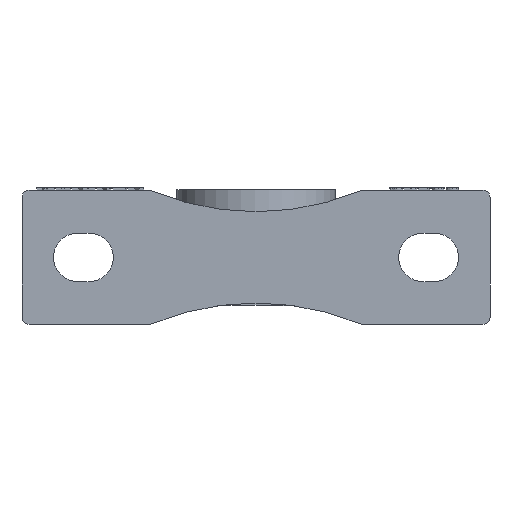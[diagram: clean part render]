
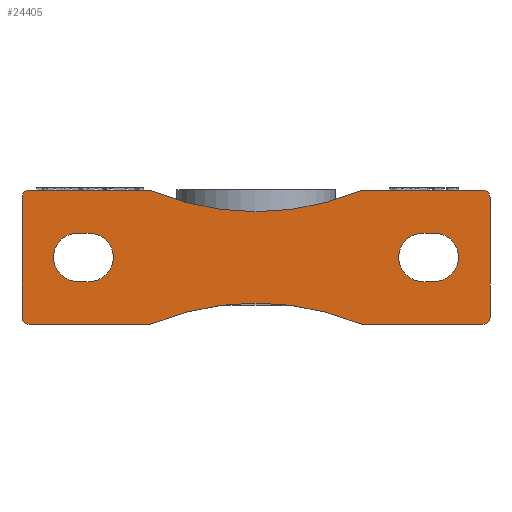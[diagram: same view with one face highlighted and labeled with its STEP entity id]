
A CAD part, front view. The second image highlights one B-rep face of the part: STEP entity #24405.
In plain terms, the highlighted face is planar.
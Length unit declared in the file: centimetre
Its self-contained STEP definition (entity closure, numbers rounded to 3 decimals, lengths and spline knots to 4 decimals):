
#19542=CARTESIAN_POINT('',(-2.35,-3.7511,0.));
#19543=VERTEX_POINT('',#19542);
#19550=CARTESIAN_POINT('',(-2.35,-7.946,0.));
#19551=VERTEX_POINT('',#19550);
#19552=CARTESIAN_POINT('',(-2.35,-12353.2,0.));
#19553=DIRECTION('',(0.,1.,0.));
#19554=VECTOR('',#19553,24690.);
#19555=LINE('',#19552,#19554);
#19556=EDGE_CURVE('',#19551,#19543,#19555,.T.);
#19574=CARTESIAN_POINT('',(-2.3305,-3.6535,0.));
#19575=VERTEX_POINT('',#19574);
#19582=CARTESIAN_POINT('',(-2.096,-3.7511,0.));
#19583=DIRECTION('',(0.,0.,1.));
#19584=DIRECTION('',(-0.981,0.196,0.));
#19585=AXIS2_PLACEMENT_3D('',#19582,#19583,#19584);
#19586=CIRCLE('',#19585,0.254);
#19587=EDGE_CURVE('',#19575,#19543,#19586,.T.);
#19724=CARTESIAN_POINT('',(-1.6,-0.,0.));
#19725=VERTEX_POINT('',#19724);
#19852=CARTESIAN_POINT('',(-2.3305,3.6535,0.));
#19853=VERTEX_POINT('',#19852);
#19860=CARTESIAN_POINT('',(-11.1017,0.,0.));
#19861=DIRECTION('',(0.,0.,-1.));
#19862=DIRECTION('',(-1.,0.,0.));
#19863=AXIS2_PLACEMENT_3D('',#19860,#19861,#19862);
#19864=CIRCLE('',#19863,9.5017);
#19865=EDGE_CURVE('',#19853,#19725,#19864,.T.);
#20920=CARTESIAN_POINT('',(2.35,3.7511,0.));
#20921=VERTEX_POINT('',#20920);
#20928=CARTESIAN_POINT('',(2.35,7.946,0.));
#20929=VERTEX_POINT('',#20928);
#20930=CARTESIAN_POINT('',(2.35,12353.2,0.));
#20931=DIRECTION('',(0.,-1.,0.));
#20932=VECTOR('',#20931,24690.);
#20933=LINE('',#20930,#20932);
#20934=EDGE_CURVE('',#20929,#20921,#20933,.T.);
#20953=CARTESIAN_POINT('',(2.3305,3.6535,0.));
#20954=VERTEX_POINT('',#20953);
#20961=CARTESIAN_POINT('',(2.096,3.7511,0.));
#20962=DIRECTION('',(0.,0.,1.));
#20963=DIRECTION('',(0.981,-0.196,0.));
#20964=AXIS2_PLACEMENT_3D('',#20961,#20962,#20963);
#20965=CIRCLE('',#20964,0.254);
#20966=EDGE_CURVE('',#20954,#20921,#20965,.T.);
#21024=CARTESIAN_POINT('',(1.6,0.,0.));
#21025=VERTEX_POINT('',#21024);
#21152=CARTESIAN_POINT('',(2.3305,-3.6535,0.));
#21153=VERTEX_POINT('',#21152);
#21160=CARTESIAN_POINT('',(11.1017,0.,0.));
#21161=DIRECTION('',(0.,0.,1.));
#21162=DIRECTION('',(1.,0.,-0.));
#21163=AXIS2_PLACEMENT_3D('',#21160,#21161,#21162);
#21164=CIRCLE('',#21163,9.5017);
#21165=EDGE_CURVE('',#21025,#21153,#21164,.T.);
#23961=CARTESIAN_POINT('',(2.096,8.2,0.));
#23962=VERTEX_POINT('',#23961);
#23969=CARTESIAN_POINT('',(-2.096,8.2,0.));
#23970=VERTEX_POINT('',#23969);
#23971=CARTESIAN_POINT('',(-12345.,8.2,0.));
#23972=DIRECTION('',(1.,0.,-0.));
#23973=VECTOR('',#23972,24690.);
#23974=LINE('',#23971,#23973);
#23975=EDGE_CURVE('',#23970,#23962,#23974,.T.);
#23993=CARTESIAN_POINT('',(2.096,7.946,0.));
#23994=DIRECTION('',(0.,-0.,1.));
#23995=DIRECTION('',(0.707,0.707,0.));
#23996=AXIS2_PLACEMENT_3D('',#23993,#23994,#23995);
#23997=CIRCLE('',#23996,0.254);
#23998=EDGE_CURVE('',#20929,#23962,#23997,.T.);
#24223=CARTESIAN_POINT('',(2.096,-8.2,0.));
#24224=VERTEX_POINT('',#24223);
#24231=CARTESIAN_POINT('',(2.35,-7.946,0.));
#24232=VERTEX_POINT('',#24231);
#24233=CARTESIAN_POINT('',(2.096,-7.946,0.));
#24234=DIRECTION('',(0.,0.,1.));
#24235=DIRECTION('',(0.707,-0.707,0.));
#24236=AXIS2_PLACEMENT_3D('',#24233,#24234,#24235);
#24237=CIRCLE('',#24236,0.254);
#24238=EDGE_CURVE('',#24224,#24232,#24237,.T.);
#24249=CARTESIAN_POINT('',(1.0611,-4.2435,0.));
#24250=DIRECTION('',(0.,0.,1.));
#24251=DIRECTION('',(1.,0.,0.));
#24252=AXIS2_PLACEMENT_3D('',#24249,#24250,#24251);
#24253=PLANE('',#24252);
#24254=ORIENTED_EDGE('',*,*,#23998,.F.);
#24255=ORIENTED_EDGE('',*,*,#20934,.T.);
#24256=ORIENTED_EDGE('',*,*,#20966,.F.);
#24257=CARTESIAN_POINT('',(11.1017,0.,0.));
#24258=DIRECTION('',(0.,0.,1.));
#24259=DIRECTION('',(1.,0.,-0.));
#24260=AXIS2_PLACEMENT_3D('',#24257,#24258,#24259);
#24261=CIRCLE('',#24260,9.5017);
#24262=EDGE_CURVE('',#20954,#21025,#24261,.T.);
#24263=ORIENTED_EDGE('',*,*,#24262,.T.);
#24264=ORIENTED_EDGE('',*,*,#21165,.T.);
#24265=CARTESIAN_POINT('',(2.35,-3.7511,0.));
#24266=VERTEX_POINT('',#24265);
#24267=CARTESIAN_POINT('',(2.096,-3.7511,0.));
#24268=DIRECTION('',(0.,-0.,1.));
#24269=DIRECTION('',(0.981,0.196,0.));
#24270=AXIS2_PLACEMENT_3D('',#24267,#24268,#24269);
#24271=CIRCLE('',#24270,0.254);
#24272=EDGE_CURVE('',#24266,#21153,#24271,.T.);
#24273=ORIENTED_EDGE('',*,*,#24272,.F.);
#24274=CARTESIAN_POINT('',(2.35,-12353.2,0.));
#24275=DIRECTION('',(0.,1.,0.));
#24276=VECTOR('',#24275,24690.);
#24277=LINE('',#24274,#24276);
#24278=EDGE_CURVE('',#24232,#24266,#24277,.T.);
#24279=ORIENTED_EDGE('',*,*,#24278,.F.);
#24280=ORIENTED_EDGE('',*,*,#24238,.F.);
#24281=CARTESIAN_POINT('',(-2.096,-8.2,0.));
#24282=VERTEX_POINT('',#24281);
#24283=CARTESIAN_POINT('',(-12345.,-8.2,0.));
#24284=DIRECTION('',(1.,0.,-0.));
#24285=VECTOR('',#24284,24690.);
#24286=LINE('',#24283,#24285);
#24287=EDGE_CURVE('',#24282,#24224,#24286,.T.);
#24288=ORIENTED_EDGE('',*,*,#24287,.F.);
#24289=CARTESIAN_POINT('',(-2.096,-7.946,0.));
#24290=DIRECTION('',(0.,0.,1.));
#24291=DIRECTION('',(-0.707,-0.707,0.));
#24292=AXIS2_PLACEMENT_3D('',#24289,#24290,#24291);
#24293=CIRCLE('',#24292,0.254);
#24294=EDGE_CURVE('',#19551,#24282,#24293,.T.);
#24295=ORIENTED_EDGE('',*,*,#24294,.F.);
#24296=ORIENTED_EDGE('',*,*,#19556,.T.);
#24297=ORIENTED_EDGE('',*,*,#19587,.F.);
#24298=CARTESIAN_POINT('',(-11.1017,0.,0.));
#24299=DIRECTION('',(0.,0.,-1.));
#24300=DIRECTION('',(-1.,0.,0.));
#24301=AXIS2_PLACEMENT_3D('',#24298,#24299,#24300);
#24302=CIRCLE('',#24301,9.5017);
#24303=EDGE_CURVE('',#19725,#19575,#24302,.T.);
#24304=ORIENTED_EDGE('',*,*,#24303,.F.);
#24305=ORIENTED_EDGE('',*,*,#19865,.F.);
#24306=CARTESIAN_POINT('',(-2.35,3.7511,0.));
#24307=VERTEX_POINT('',#24306);
#24308=CARTESIAN_POINT('',(-2.096,3.7511,0.));
#24309=DIRECTION('',(0.,0.,1.));
#24310=DIRECTION('',(-0.981,-0.196,0.));
#24311=AXIS2_PLACEMENT_3D('',#24308,#24309,#24310);
#24312=CIRCLE('',#24311,0.254);
#24313=EDGE_CURVE('',#24307,#19853,#24312,.T.);
#24314=ORIENTED_EDGE('',*,*,#24313,.F.);
#24315=CARTESIAN_POINT('',(-2.35,7.946,0.));
#24316=VERTEX_POINT('',#24315);
#24317=CARTESIAN_POINT('',(-2.35,12353.2,0.));
#24318=DIRECTION('',(0.,-1.,0.));
#24319=VECTOR('',#24318,24690.);
#24320=LINE('',#24317,#24319);
#24321=EDGE_CURVE('',#24316,#24307,#24320,.T.);
#24322=ORIENTED_EDGE('',*,*,#24321,.F.);
#24323=CARTESIAN_POINT('',(-2.096,7.946,0.));
#24324=DIRECTION('',(0.,0.,1.));
#24325=DIRECTION('',(-0.707,0.707,0.));
#24326=AXIS2_PLACEMENT_3D('',#24323,#24324,#24325);
#24327=CIRCLE('',#24326,0.254);
#24328=EDGE_CURVE('',#23970,#24316,#24327,.T.);
#24329=ORIENTED_EDGE('',*,*,#24328,.F.);
#24330=ORIENTED_EDGE('',*,*,#23975,.T.);
#24331=EDGE_LOOP('',(#24254,#24255,#24256,#24263,#24264,#24273,#24279,#24280,#24288,#24295,#24296,#24297,#24304,#24305,#24314,#24322,#24329,#24330));
#24332=FACE_BOUND('',#24331,.T.);
#24333=CARTESIAN_POINT('',(0.85,6.25,0.));
#24334=VERTEX_POINT('',#24333);
#24335=CARTESIAN_POINT('',(-0.85,6.25,0.));
#24336=VERTEX_POINT('',#24335);
#24337=CARTESIAN_POINT('',(0.,6.25,0.));
#24338=DIRECTION('',(0.,0.,1.));
#24339=DIRECTION('',(-1.,0.,0.));
#24340=AXIS2_PLACEMENT_3D('',#24337,#24338,#24339);
#24341=CIRCLE('',#24340,0.85);
#24342=EDGE_CURVE('',#24334,#24336,#24341,.T.);
#24343=ORIENTED_EDGE('',*,*,#24342,.T.);
#24344=CARTESIAN_POINT('',(-0.85,5.85,0.));
#24345=VERTEX_POINT('',#24344);
#24346=CARTESIAN_POINT('',(-0.85,12345.9033,0.));
#24347=DIRECTION('',(0.,-1.,0.));
#24348=VECTOR('',#24347,24690.);
#24349=LINE('',#24346,#24348);
#24350=EDGE_CURVE('',#24336,#24345,#24349,.T.);
#24351=ORIENTED_EDGE('',*,*,#24350,.T.);
#24352=CARTESIAN_POINT('',(0.85,5.85,0.));
#24353=VERTEX_POINT('',#24352);
#24354=CARTESIAN_POINT('',(0.,5.85,0.));
#24355=DIRECTION('',(0.,0.,1.));
#24356=DIRECTION('',(-1.,0.,0.));
#24357=AXIS2_PLACEMENT_3D('',#24354,#24355,#24356);
#24358=CIRCLE('',#24357,0.85);
#24359=EDGE_CURVE('',#24345,#24353,#24358,.T.);
#24360=ORIENTED_EDGE('',*,*,#24359,.T.);
#24361=CARTESIAN_POINT('',(0.85,-12344.0967,0.));
#24362=DIRECTION('',(0.,1.,-0.));
#24363=VECTOR('',#24362,24690.);
#24364=LINE('',#24361,#24363);
#24365=EDGE_CURVE('',#24353,#24334,#24364,.T.);
#24366=ORIENTED_EDGE('',*,*,#24365,.T.);
#24367=EDGE_LOOP('',(#24343,#24351,#24360,#24366));
#24368=FACE_BOUND('',#24367,.T.);
#24369=CARTESIAN_POINT('',(0.85,-5.85,0.));
#24370=VERTEX_POINT('',#24369);
#24371=CARTESIAN_POINT('',(-0.85,-5.85,0.));
#24372=VERTEX_POINT('',#24371);
#24373=CARTESIAN_POINT('',(-0.,-5.85,0.));
#24374=DIRECTION('',(0.,0.,1.));
#24375=DIRECTION('',(1.,0.,-0.));
#24376=AXIS2_PLACEMENT_3D('',#24373,#24374,#24375);
#24377=CIRCLE('',#24376,0.85);
#24378=EDGE_CURVE('',#24370,#24372,#24377,.T.);
#24379=ORIENTED_EDGE('',*,*,#24378,.T.);
#24380=CARTESIAN_POINT('',(-0.85,-6.25,0.));
#24381=VERTEX_POINT('',#24380);
#24382=CARTESIAN_POINT('',(-0.85,12339.8533,0.));
#24383=DIRECTION('',(0.,-1.,0.));
#24384=VECTOR('',#24383,24690.);
#24385=LINE('',#24382,#24384);
#24386=EDGE_CURVE('',#24372,#24381,#24385,.T.);
#24387=ORIENTED_EDGE('',*,*,#24386,.T.);
#24388=CARTESIAN_POINT('',(0.85,-6.25,0.));
#24389=VERTEX_POINT('',#24388);
#24390=CARTESIAN_POINT('',(0.,-6.25,0.));
#24391=DIRECTION('',(0.,0.,1.));
#24392=DIRECTION('',(-1.,0.,0.));
#24393=AXIS2_PLACEMENT_3D('',#24390,#24391,#24392);
#24394=CIRCLE('',#24393,0.85);
#24395=EDGE_CURVE('',#24381,#24389,#24394,.T.);
#24396=ORIENTED_EDGE('',*,*,#24395,.T.);
#24397=CARTESIAN_POINT('',(0.85,-12350.1467,0.));
#24398=DIRECTION('',(0.,1.,0.));
#24399=VECTOR('',#24398,24690.);
#24400=LINE('',#24397,#24399);
#24401=EDGE_CURVE('',#24389,#24370,#24400,.T.);
#24402=ORIENTED_EDGE('',*,*,#24401,.T.);
#24403=EDGE_LOOP('',(#24379,#24387,#24396,#24402));
#24404=FACE_BOUND('',#24403,.T.);
#24405=ADVANCED_FACE('',(#24332,#24368,#24404),#24253,.F.);
